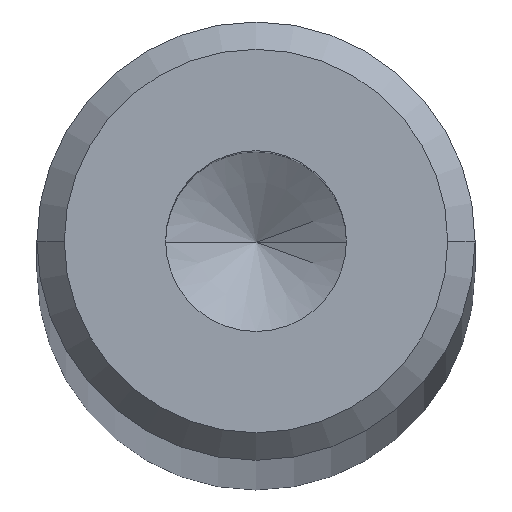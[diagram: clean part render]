
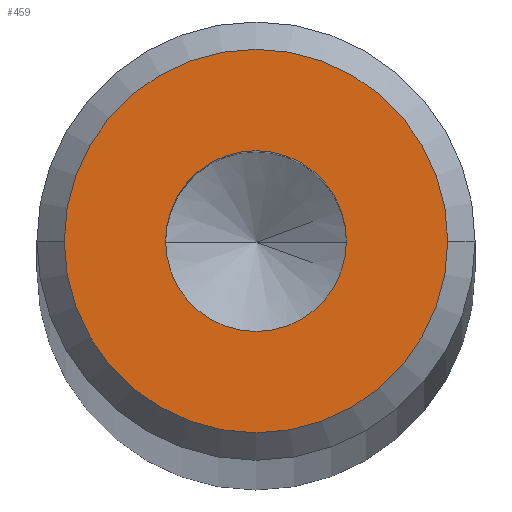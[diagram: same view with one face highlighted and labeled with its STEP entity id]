
A CAD part, top view. The second image highlights one B-rep face of the part: STEP entity #459.
In plain terms, the highlighted planar face has unit normal (0, 0, 1).
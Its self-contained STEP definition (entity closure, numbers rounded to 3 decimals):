
#40 = DIRECTION ( 'NONE',  ( 0., 0., 1. ) ) ;
#41 = CARTESIAN_POINT ( 'NONE',  ( 1.65, 0., 312. ) ) ;
#47 = AXIS2_PLACEMENT_3D ( 'NONE', #286, #40, #321 ) ;
#55 = AXIS2_PLACEMENT_3D ( 'NONE', #358, #117, #402 ) ;
#63 = CARTESIAN_POINT ( 'NONE',  ( 0., 0., 312. ) ) ;
#75 = AXIS2_PLACEMENT_3D ( 'NONE', #63, #133, #230 ) ;
#78 = CARTESIAN_POINT ( 'NONE',  ( 3.5, 0., 312. ) ) ;
#98 = AXIS2_PLACEMENT_3D ( 'NONE', #377, #128, #416 ) ;
#102 = PLANE ( 'NONE',  #75 ) ;
#117 = DIRECTION ( 'NONE',  ( 0., 0., 1. ) ) ;
#128 = DIRECTION ( 'NONE',  ( 0., 0., 1. ) ) ;
#129 = AXIS2_PLACEMENT_3D ( 'NONE', #410, #173, #446 ) ;
#130 = EDGE_LOOP ( 'NONE', ( #272, #342 ) ) ;
#133 = DIRECTION ( 'NONE',  ( 0., 0., 1. ) ) ;
#166 = VERTEX_POINT ( 'NONE', #78 ) ;
#171 = ORIENTED_EDGE ( 'NONE', *, *, #371, .F. ) ;
#173 = DIRECTION ( 'NONE',  ( 0., 0., 1. ) ) ;
#186 = VERTEX_POINT ( 'NONE', #41 ) ;
#194 = VERTEX_POINT ( 'NONE', #353 ) ;
#230 = DIRECTION ( 'NONE',  ( 1., 0., 0. ) ) ;
#252 = FACE_BOUND ( 'NONE', #492, .T. ) ;
#268 = CIRCLE ( 'NONE', #129, 1.65 ) ;
#271 = CARTESIAN_POINT ( 'NONE',  ( -1.65, 0., 312. ) ) ;
#272 = ORIENTED_EDGE ( 'NONE', *, *, #506, .T. ) ;
#280 = VERTEX_POINT ( 'NONE', #271 ) ;
#286 = CARTESIAN_POINT ( 'NONE',  ( 0., 0., 312. ) ) ;
#321 = DIRECTION ( 'NONE',  ( 1., 0., 0. ) ) ;
#341 = FACE_OUTER_BOUND ( 'NONE', #130, .T. ) ;
#342 = ORIENTED_EDGE ( 'NONE', *, *, #434, .T. ) ;
#343 = CIRCLE ( 'NONE', #55, 1.65 ) ;
#353 = CARTESIAN_POINT ( 'NONE',  ( -3.5, 0., 312. ) ) ;
#358 = CARTESIAN_POINT ( 'NONE',  ( 0., 0., 312. ) ) ;
#371 = EDGE_CURVE ( 'NONE', #280, #186, #268, .T. ) ;
#377 = CARTESIAN_POINT ( 'NONE',  ( 0., 0., 312. ) ) ;
#402 = DIRECTION ( 'NONE',  ( 1., 0., 0. ) ) ;
#410 = CARTESIAN_POINT ( 'NONE',  ( 0., 0., 312. ) ) ;
#416 = DIRECTION ( 'NONE',  ( 1., 0., 0. ) ) ;
#434 = EDGE_CURVE ( 'NONE', #166, #194, #481, .T. ) ;
#444 = CIRCLE ( 'NONE', #47, 3.5 ) ;
#446 = DIRECTION ( 'NONE',  ( 1., 0., 0. ) ) ;
#456 = ORIENTED_EDGE ( 'NONE', *, *, #501, .F. ) ;
#459 = ADVANCED_FACE ( 'NONE', ( #252, #341 ), #102, .T. ) ;
#481 = CIRCLE ( 'NONE', #98, 3.5 ) ;
#492 = EDGE_LOOP ( 'NONE', ( #456, #171 ) ) ;
#501 = EDGE_CURVE ( 'NONE', #186, #280, #343, .T. ) ;
#506 = EDGE_CURVE ( 'NONE', #194, #166, #444, .T. ) ;
